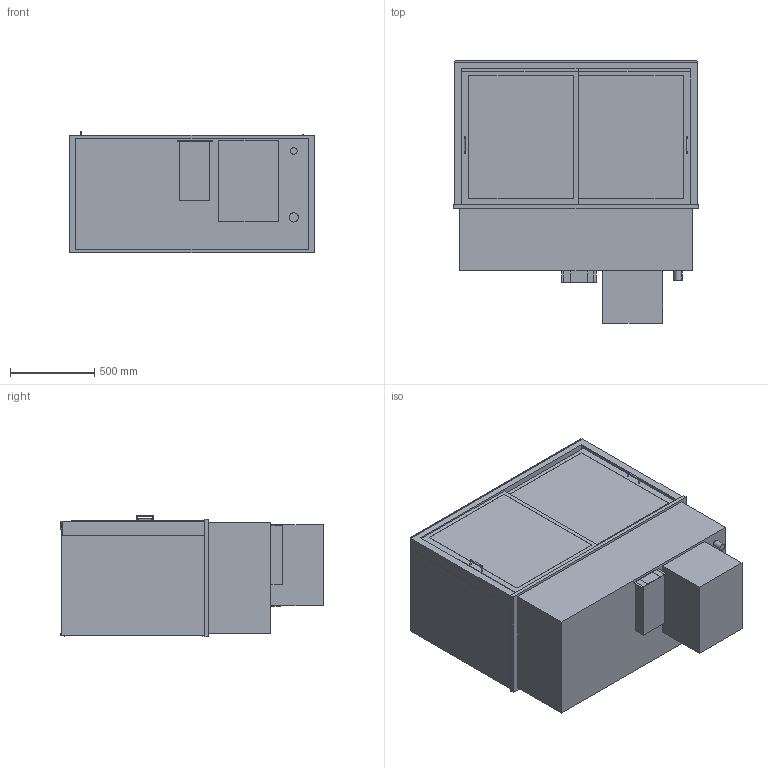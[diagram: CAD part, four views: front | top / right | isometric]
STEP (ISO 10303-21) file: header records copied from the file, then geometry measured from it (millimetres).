
FILE_DESCRIPTION(/* description */ ('vereinfachtes Modell'),/* implementation_level */ '2;1');
FILE_NAME(/* name */ '3D-AKE-00006472.stp',/* time_stamp */ '2025-01-14T09:08:15+01:00',/* author */ ('marina.schachner'),/* organization */ (''),/* preprocessor_version */ 'ST-DEVELOPER v20',/* originating_system */ 'Autodesk Inventor 2024',/* authorisation */ '');
FILE_SCHEMA (('AUTOMOTIVE_DESIGN { 1 0 10303 214 3 1 1 }'));
Length unit declared in the file: millimetre
Products named in the file (1): 3D-AKE-00006472
Bounding box: 1450 x 1554 x 722 mm (x, y, z)
Volume: 218966888.6 mm3; surface area: 25420267.4 mm2
Topology: 52 solids, 52 shells, 479 faces, 1113 edges, 742 vertices
Faces by surface type: plane 406, cylinder 69, torus 4
Full cylindrical faces by diameter (mm): 8 x6, 40 x1, 55 x1
Entity records: 13490 total; most frequent: CARTESIAN_POINT 2335, ORIENTED_EDGE 2226, DIRECTION 2223, EDGE_CURVE 1113, LINE 963, VECTOR 963, VERTEX_POINT 742, AXIS2_PLACEMENT_3D 630
